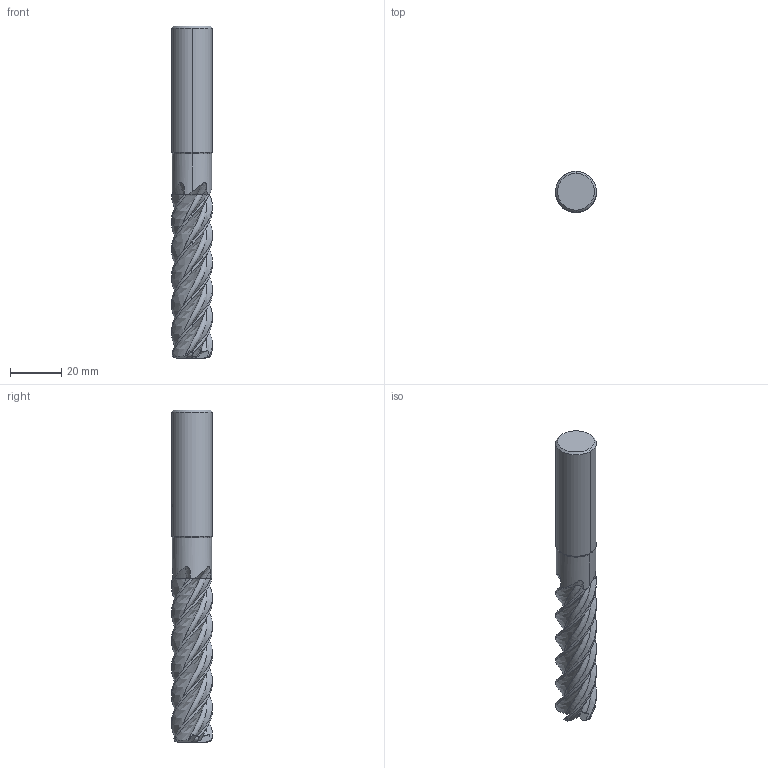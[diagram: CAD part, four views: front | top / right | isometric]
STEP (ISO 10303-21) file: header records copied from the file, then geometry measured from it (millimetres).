
FILE_DESCRIPTION(('no description'),'unknown implementation level');
FILE_NAME('solidJjvYGn5qj9FaE6WbPOnqyLzxVbA_1.STP',' ',('CIM GmbH Aachen'),('CADClick - KiM GmbH - www.kimweb.de'),'unknown preprocess','ACIS','unknown authorization');
FILE_SCHEMA(('automotive_design'));
Length unit declared in the file: millimetre
Products named in the file (2): 1; 2
Bounding box: 16 x 16 x 130 mm (x, y, z)
Volume: 20015.1 mm3; surface area: 8115.8 mm2
Topology: 2 solids, 2 shells, 110 faces, 306 edges, 200 vertices
Faces by surface type: plane 36, cone 21, bspline 20, revolution 15, cylinder 11, torus 7
Entity records: 20759 total; most frequent: CARTESIAN_POINT 14810, STYLED_ITEM 618, PRESENTATION_STYLE_ASSIGNMENT 618, COLOUR_RGB 618, ORIENTED_EDGE 612, DIRECTION 376, EDGE_CURVE 306, CURVE_STYLE 306
